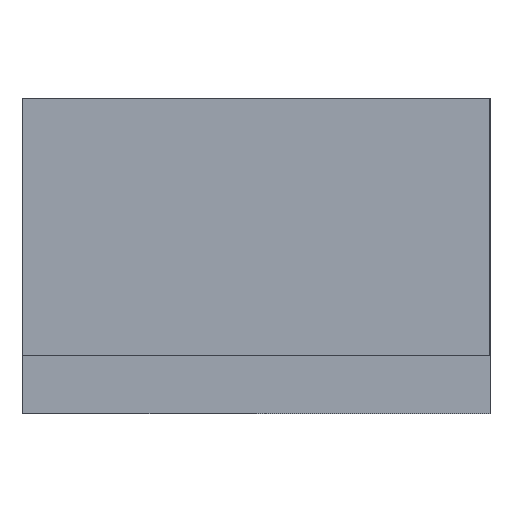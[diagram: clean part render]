
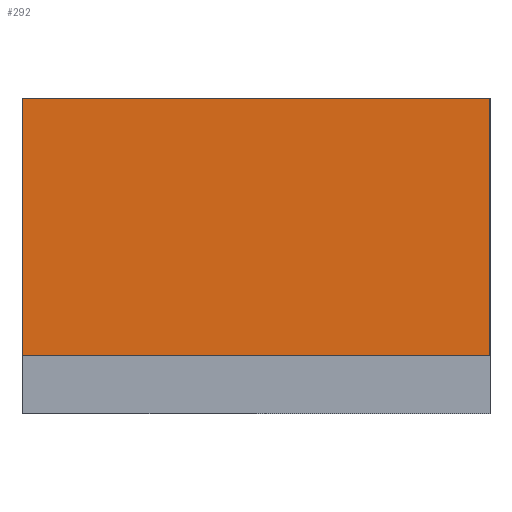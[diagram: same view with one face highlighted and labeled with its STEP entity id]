
A CAD part, left-side view. The second image highlights one B-rep face of the part: STEP entity #292.
In plain terms, the highlighted planar face has unit normal (-1, 0, 0).
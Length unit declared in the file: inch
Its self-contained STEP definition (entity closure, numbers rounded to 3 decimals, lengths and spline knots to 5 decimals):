
#34=PLANE('',#332);
#51=FACE_OUTER_BOUND('',#71,.T.);
#71=EDGE_LOOP('',(#258,#259,#260,#261));
#95=LINE('',#472,#123);
#103=LINE('',#487,#131);
#104=LINE('',#489,#132);
#105=LINE('',#490,#133);
#123=VECTOR('',#394,0.3937);
#131=VECTOR('',#406,0.3937);
#132=VECTOR('',#409,0.3937);
#133=VECTOR('',#410,0.3937);
#159=VERTEX_POINT('',#469);
#160=VERTEX_POINT('',#471);
#164=VERTEX_POINT('',#483);
#165=VERTEX_POINT('',#485);
#191=EDGE_CURVE('',#159,#160,#95,.T.);
#199=EDGE_CURVE('',#164,#165,#103,.T.);
#200=EDGE_CURVE('',#159,#164,#104,.T.);
#201=EDGE_CURVE('',#160,#165,#105,.T.);
#258=ORIENTED_EDGE('',*,*,#200,.T.);
#259=ORIENTED_EDGE('',*,*,#199,.T.);
#260=ORIENTED_EDGE('',*,*,#201,.F.);
#261=ORIENTED_EDGE('',*,*,#191,.F.);
#292=ADVANCED_FACE('',(#51),#34,.T.);
#332=AXIS2_PLACEMENT_3D('',#488,#407,#408);
#394=DIRECTION('',(0.,0.,1.));
#406=DIRECTION('',(0.,0.,1.));
#407=DIRECTION('center_axis',(-1.,0.,0.));
#408=DIRECTION('ref_axis',(0.,-1.,0.));
#409=DIRECTION('',(0.,-1.,0.));
#410=DIRECTION('',(0.,-1.,0.));
#469=CARTESIAN_POINT('',(0.,0.4,0.));
#471=CARTESIAN_POINT('',(0.,0.4,0.22));
#472=CARTESIAN_POINT('',(0.,0.4,0.));
#483=CARTESIAN_POINT('',(0.,0.,0.));
#485=CARTESIAN_POINT('',(0.,0.,0.22));
#487=CARTESIAN_POINT('',(0.,0.,0.));
#488=CARTESIAN_POINT('Origin',(0.,0.4,0.));
#489=CARTESIAN_POINT('',(0.,0.4,0.));
#490=CARTESIAN_POINT('',(0.,0.4,0.22));
